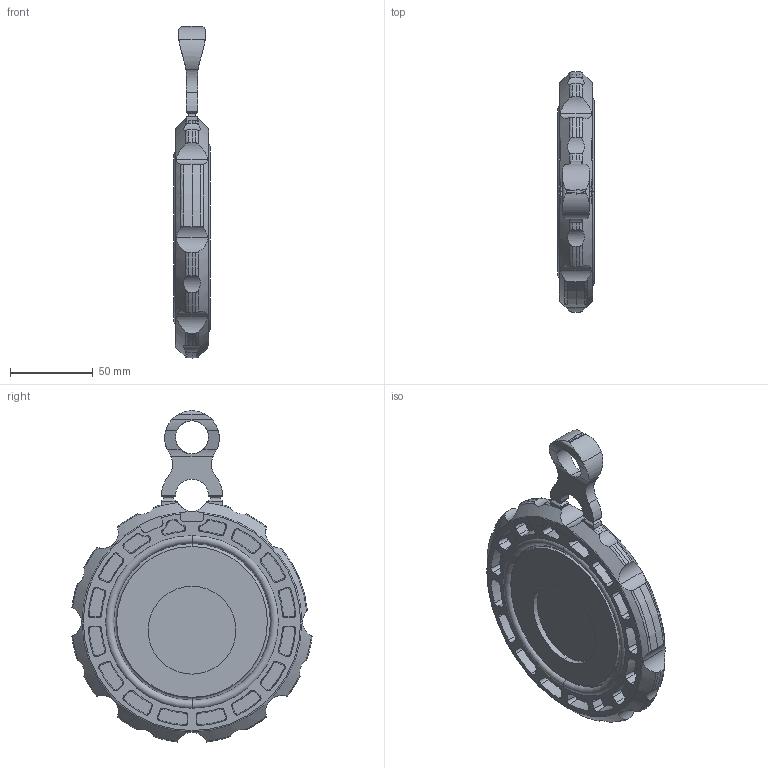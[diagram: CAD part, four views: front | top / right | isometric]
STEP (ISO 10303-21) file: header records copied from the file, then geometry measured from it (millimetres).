
FILE_DESCRIPTION(('STEP AP214'),'1');
FILE_NAME('cctmp_BB2000EF-6772-45B8-967A-83FC78DF8FFC_2021_10_22_11_18_39_0451..stp','2021-10-22T09:18:39',('Praher Valves GmbH'),('CADClick - www.CADClick.com'),'Spatial InterOp 3D',' ','unknown authorization');
FILE_SCHEMA(('AUTOMOTIVE_DESIGN'));
Length unit declared in the file: millimetre
Products named in the file (1): 1
Bounding box: 22.04 x 144.95 x 200.38 mm (x, y, z)
Volume: 253615.3 mm3; surface area: 64882.8 mm2
Topology: 1 solids, 1 shells, 536 faces, 1506 edges, 990 vertices
Faces by surface type: plane 180, cone 154, cylinder 139, torus 63
Entity records: 24326 total; most frequent: CARTESIAN_POINT 6061, ORIENTED_EDGE 3012, DIRECTION 2950, EDGE_CURVE 1506, AXIS2_PLACEMENT_3D 1163, VERTEX_POINT 990, LINE 624, VECTOR 624
